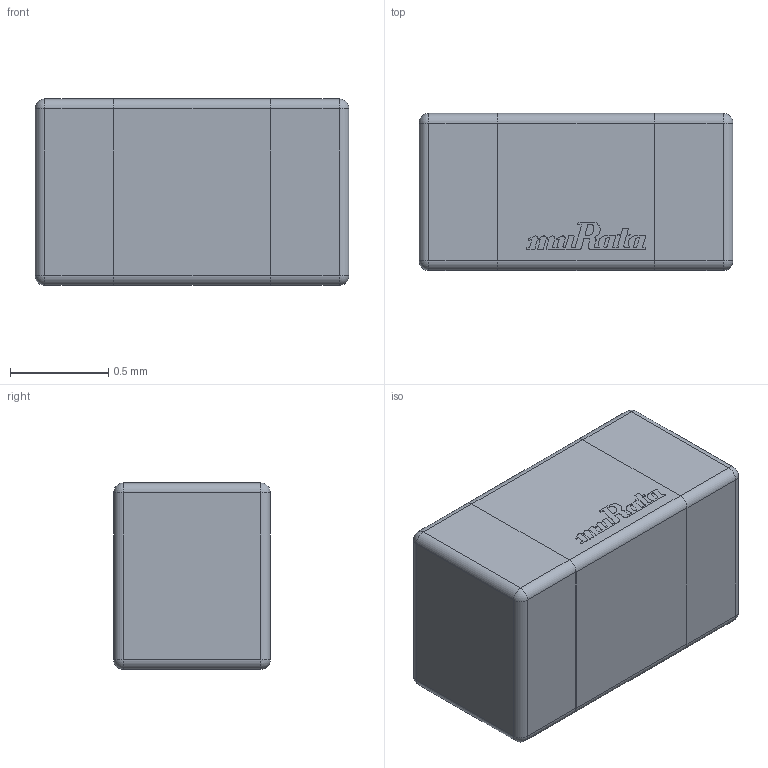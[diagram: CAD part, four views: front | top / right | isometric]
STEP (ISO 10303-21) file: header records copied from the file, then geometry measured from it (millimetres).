
FILE_DESCRIPTION(/* description */ (''),/* implementation_level */ '2;1');
FILE_NAME(/* name */ '0603_0.95_0.4.stp',/* time_stamp */ '2020-09-25T01:00:00+02:00',/* author */ ('khaled'),/* organization */ (''),/* preprocessor_version */ 'ST-DEVELOPER v17.2',/* originating_system */ 'Autodesk Inventor 2019',/* authorisation */ '');
FILE_SCHEMA (('AUTOMOTIVE_DESIGN { 1 0 10303 214 3 1 1 }'));
Length unit declared in the file: millimetre
Products named in the file (4): cap; body; side; Murata_
Assembly tree (4 placements, depth 2):
  cap
    body
    side  x2
    Murata_
Bounding box: 1.6 x 0.8 x 0.95 mm (x, y, z)
Volume: 1.2 mm3; surface area: 10 mm2
Topology: 4 solids, 4 shells, 263 faces, 741 edges, 486 vertices
Faces by surface type: bspline 128, plane 97, cylinder 30, sphere 8
Entity records: 10040 total; most frequent: CARTESIAN_POINT 4162, ORIENTED_EDGE 1410, DIRECTION 847, EDGE_CURVE 705, VERTEX_POINT 466, LINE 405, VECTOR 405, EDGE_LOOP 251
